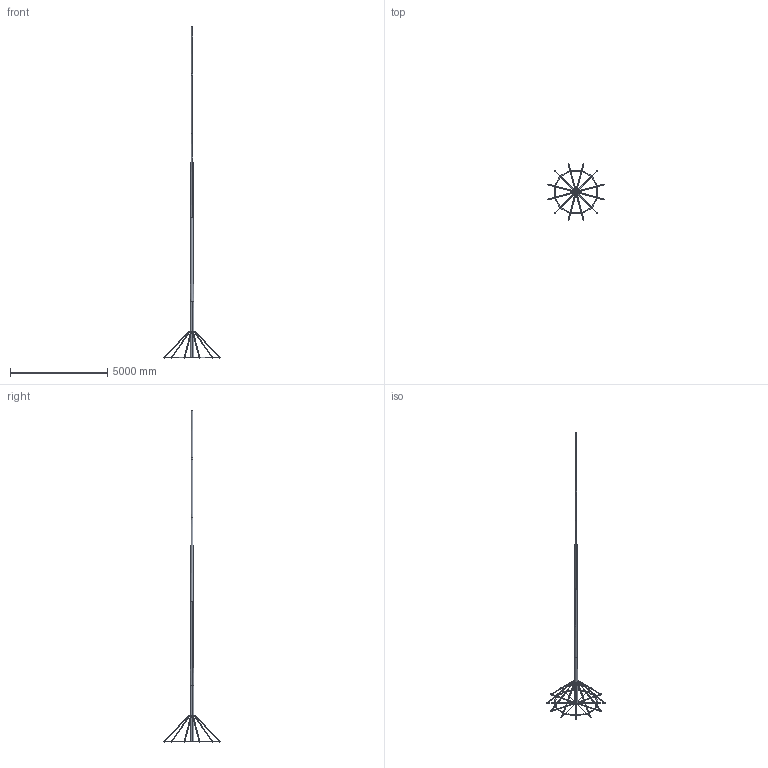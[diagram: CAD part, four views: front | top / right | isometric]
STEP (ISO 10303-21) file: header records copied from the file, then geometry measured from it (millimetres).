
FILE_DESCRIPTION(/* description */ (''),/* implementation_level */ '2;1');
FILE_NAME(/* name */ '5400817',/* time_stamp */ '2015-12-11T15:36:54+01:00',/* author */ (''),/* organization */ (''),/* preprocessor_version */ 'ST-DEVELOPER v15',/* originating_system */ '',/* authorisation */ '');
FILE_SCHEMA (('CONFIG_CONTROL_DESIGN'));
Length unit declared in the file: millimetre
Products named in the file (2): Document; Block 01
Assembly tree (1 placements, depth 2):
  Document
    Block 01
Bounding box: 2965.91 x 2965.91 x 17071.15 mm (x, y, z)
Volume: 231366482 mm3; surface area: 17325826.5 mm2
Topology: 40 solids, 40 shells, 755 faces, 2021 edges, 1370 vertices
Faces by surface type: plane 609, bspline 146
Entity records: 23024 total; most frequent: CARTESIAN_POINT 9515, ORIENTED_EDGE 3990, EDGE_CURVE 1995, B_SPLINE_CURVE_WITH_KNOTS 1730, VERTEX_POINT 1322, EDGE_LOOP 811, ADVANCED_FACE 755, FACE_OUTER_BOUND 755
